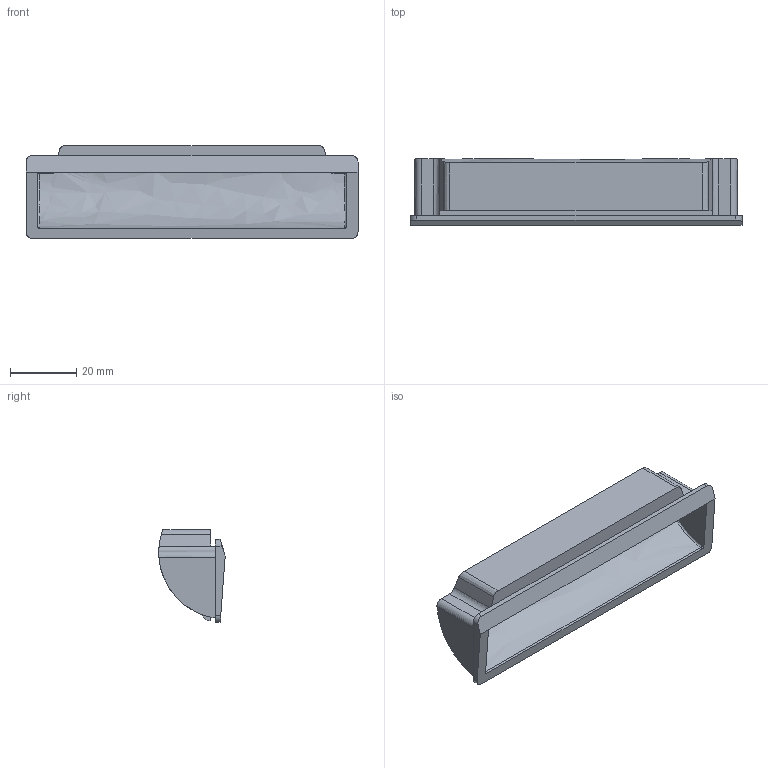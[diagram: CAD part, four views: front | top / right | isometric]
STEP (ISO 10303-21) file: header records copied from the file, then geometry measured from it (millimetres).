
FILE_DESCRIPTION((''),'2;1');
FILE_NAME('','2006-11-10T16:06:19',(''),(''),'','CADfix','');
FILE_SCHEMA(('AUTOMOTIVE_DESIGN'));
Length unit declared in the file: millimetre
Products named in the file (1): pull
Bounding box: 100 x 20 x 28 mm (x, y, z)
Volume: 11667.3 mm3; surface area: 13235.8 mm2
Topology: 1 solids, 1 shells, 64 faces, 163 edges, 104 vertices
Faces by surface type: bspline 64
Entity records: 2380 total; most frequent: CARTESIAN_POINT 1425, ORIENTED_EDGE 326, EDGE_CURVE 163, VERTEX_POINT 104, QUASI_UNIFORM_CURVE 95, EDGE_LOOP 67, FACE_OUTER_BOUND 64, ADVANCED_FACE 64
